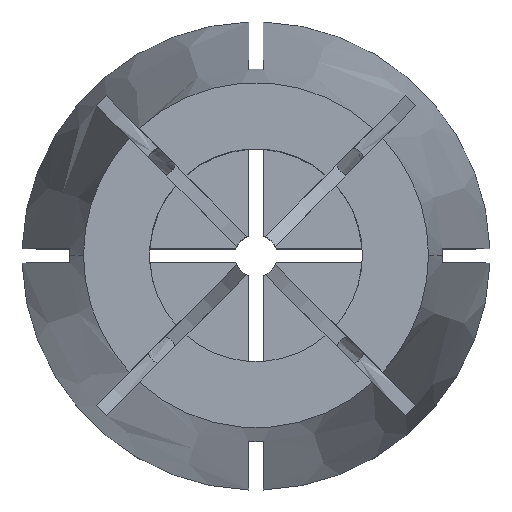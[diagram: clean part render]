
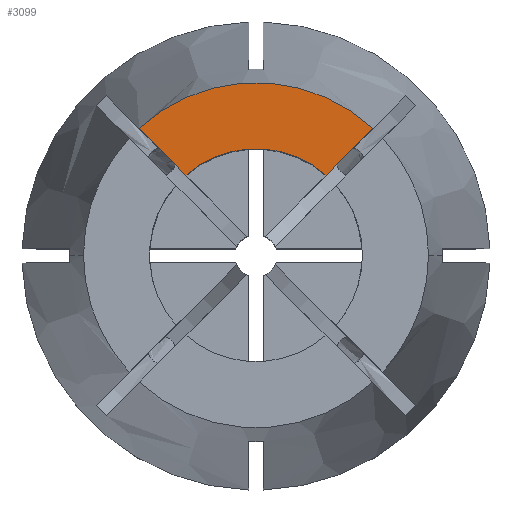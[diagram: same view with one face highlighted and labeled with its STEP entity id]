
A CAD part, top view. The second image highlights one B-rep face of the part: STEP entity #3099.
In plain terms, the highlighted planar face has unit normal (0, 0, 1).
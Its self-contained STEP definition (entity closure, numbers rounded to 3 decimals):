
#21 = CARTESIAN_POINT ( 'NONE',  ( 0., 0., 0. ) ) ;
#187 = VECTOR ( 'NONE', #198, 1000. ) ;
#189 = ORIENTED_EDGE ( 'NONE', *, *, #2001, .T. ) ;
#192 = DIRECTION ( 'NONE',  ( 1., 0., 0. ) ) ;
#198 = DIRECTION ( 'NONE',  ( 0.707, 0.707, 0. ) ) ;
#210 = CARTESIAN_POINT ( 'NONE',  ( 0., 0., 0. ) ) ;
#216 = CARTESIAN_POINT ( 'NONE',  ( 8.236, 8.943, 0. ) ) ;
#258 = CARTESIAN_POINT ( 'NONE',  ( -0.354, 0.354, 0. ) ) ;
#352 = PLANE ( 'NONE',  #1120 ) ;
#357 = CARTESIAN_POINT ( 'NONE',  ( 0., 0., 0. ) ) ;
#496 = DIRECTION ( 'NONE',  ( 0., 0., 1. ) ) ;
#577 = EDGE_CURVE ( 'NONE', #3301, #2985, #2432, .T. ) ;
#730 = DIRECTION ( 'NONE',  ( 1., 0., 0. ) ) ;
#793 = FACE_OUTER_BOUND ( 'NONE', #2204, .T. ) ;
#856 = AXIS2_PLACEMENT_3D ( 'NONE', #21, #2880, #730 ) ;
#971 = AXIS2_PLACEMENT_3D ( 'NONE', #210, #496, #192 ) ;
#1120 = AXIS2_PLACEMENT_3D ( 'NONE', #357, #2348, #2353 ) ;
#1481 = LINE ( 'NONE', #258, #187 ) ;
#1677 = EDGE_CURVE ( 'NONE', #3134, #2985, #2892, .T. ) ;
#1870 = CARTESIAN_POINT ( 'NONE',  ( -4.938, 5.645, 0. ) ) ;
#1991 = CARTESIAN_POINT ( 'NONE',  ( 4.938, 5.645, 0. ) ) ;
#2001 = EDGE_CURVE ( 'NONE', #2695, #3134, #2923, .T. ) ;
#2179 = CARTESIAN_POINT ( 'NONE',  ( -8.236, 8.943, 0. ) ) ;
#2204 = EDGE_LOOP ( 'NONE', ( #2847, #2279, #189, #2421 ) ) ;
#2223 = DIRECTION ( 'NONE',  ( 0.707, -0.707, 0. ) ) ;
#2279 = ORIENTED_EDGE ( 'NONE', *, *, #2656, .T. ) ;
#2348 = DIRECTION ( 'NONE',  ( 0., 0., -1. ) ) ;
#2353 = DIRECTION ( 'NONE',  ( -1., 0., 0. ) ) ;
#2421 = ORIENTED_EDGE ( 'NONE', *, *, #1677, .T. ) ;
#2432 = CIRCLE ( 'NONE', #971, 7.5 ) ;
#2656 = EDGE_CURVE ( 'NONE', #3301, #2695, #1481, .T. ) ;
#2695 = VERTEX_POINT ( 'NONE', #216 ) ;
#2847 = ORIENTED_EDGE ( 'NONE', *, *, #577, .F. ) ;
#2880 = DIRECTION ( 'NONE',  ( 0., 0., 1. ) ) ;
#2892 = LINE ( 'NONE', #3015, #2945 ) ;
#2923 = CIRCLE ( 'NONE', #856, 12.158 ) ;
#2945 = VECTOR ( 'NONE', #2223, 1000. ) ;
#2985 = VERTEX_POINT ( 'NONE', #1870 ) ;
#3015 = CARTESIAN_POINT ( 'NONE',  ( 0.354, 0.354, 0. ) ) ;
#3099 = ADVANCED_FACE ( 'NONE', ( #793 ), #352, .F. ) ;
#3134 = VERTEX_POINT ( 'NONE', #2179 ) ;
#3301 = VERTEX_POINT ( 'NONE', #1991 ) ;
